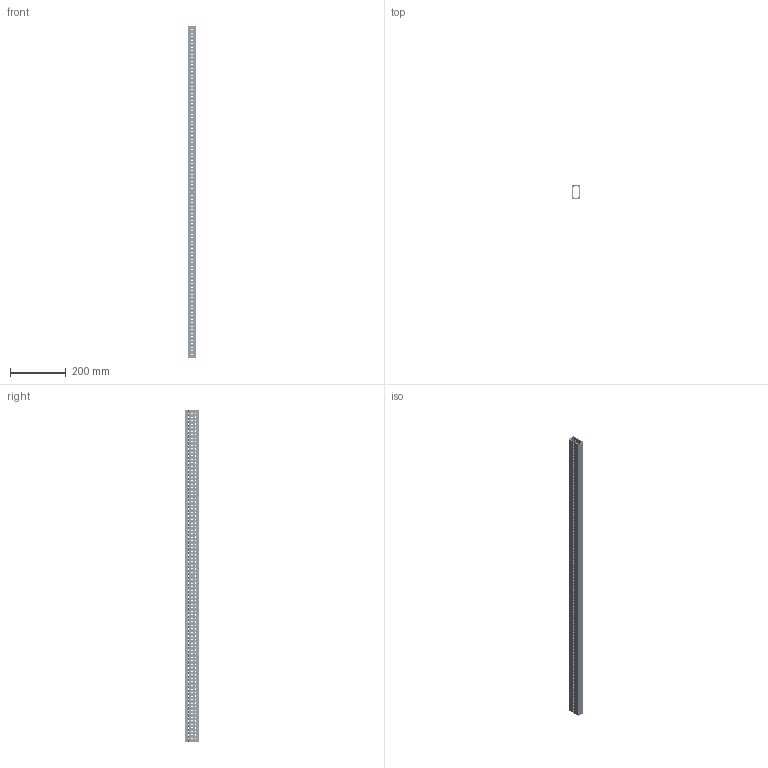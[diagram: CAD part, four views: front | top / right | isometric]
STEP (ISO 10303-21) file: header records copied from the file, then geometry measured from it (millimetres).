
FILE_DESCRIPTION (( 'STEP AP203' ), '1' );
FILE_NAME ('REV-21-2590.STEP', '2022-12-16T21:14:52', ( '' ), ( '' ), 'SwSTEP 2.0', 'SolidWorks 2022', '' );
FILE_SCHEMA (( 'CONFIG_CONTROL_DESIGN' ));
Products named in the file (1): REV-21-2590
Bounding box: 25.4 x 50.8 x 1193.8 mm (x, y, z)
Volume: 372872.5 mm3; surface area: 427528.4 mm2
Topology: 1 solids, 1 shells, 4190 faces, 13866 edges, 8376 vertices
Faces by surface type: plane 2668, cylinder 1522
Entity records: 150857 total; most frequent: CARTESIAN_POINT 42057, ORIENTED_EDGE 27732, DIRECTION 20084, EDGE_CURVE 13866, VERTEX_POINT 8376, AXIS2_PLACEMENT_3D 7235, LINE 5614, VECTOR 5614
